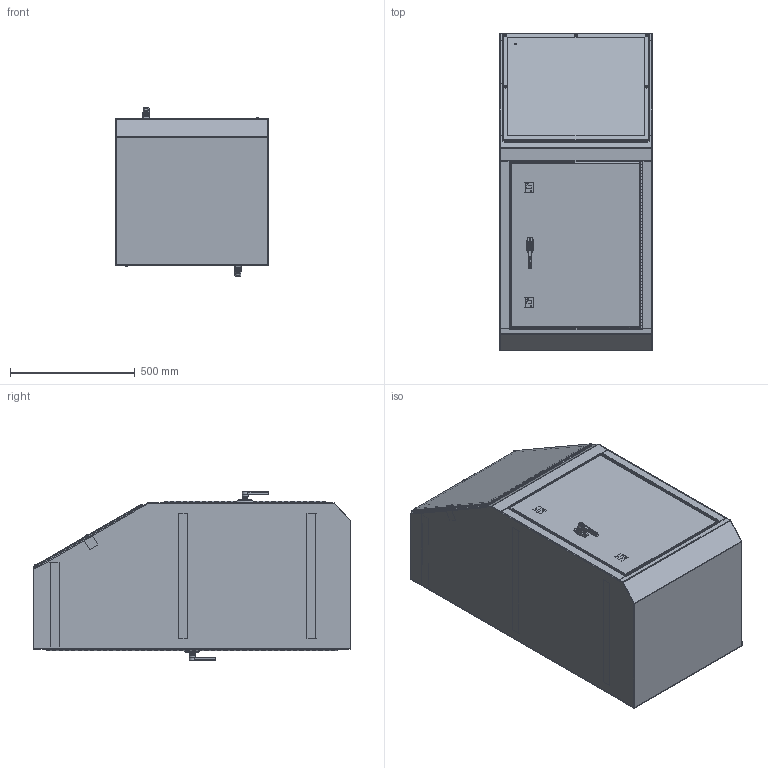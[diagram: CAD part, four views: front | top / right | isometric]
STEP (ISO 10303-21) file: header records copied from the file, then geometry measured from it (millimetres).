
FILE_DESCRIPTION (( 'STEP AP214' ), '1' );
FILE_NAME ('WC14B.STEP', '2020-03-04T21:58:26', ( '' ), ( '' ), 'SwSTEP 2.0', 'SolidWorks 2019', '' );
FILE_SCHEMA (( 'AUTOMOTIVE_DESIGN' ));
Length unit declared in the file: inch
Products named in the file (1): WC14B
Bounding box: 612.77 x 1273.94 x 677.65 mm (x, y, z)
Volume: 8811119.1 mm3; surface area: 9033575.5 mm2
Topology: 101 solids, 197 shells, 4437 faces, 11657 edges, 7668 vertices
Faces by surface type: plane 2451, cylinder 1283, bspline 554, cone 149
Full cylindrical faces by diameter (mm): 3.175 x3, 3.302 x2, 3.505 x188, 3.962 x5, 4 x6, 4.039 x4, 4.254 x3, 4.255 x2, 4.775 x5, 4.978 x5, 5.08 x8, 5.69 x8, 6.128 x4, 6.172 x4, 6.299 x5, 6.337 x12, 6.35 x21, 6.528 x5, 7.023 x32, 7.061 x5, 7.144 x4, 7.798 x2, 7.937 x9, 7.938 x17, 8.382 x4, 9.525 x4, 10.16 x8, 10.312 x5, 11.112 x7, 11.113 x4
Entity records: 229705 total; most frequent: CARTESIAN_POINT 67396, ORIENTED_EDGE 22044, DIRECTION 18898, EDGE_CURVE 11022, VERTEX_POINT 7576, AXIS2_PLACEMENT_3D 6302, LINE 6294, VECTOR 6294
